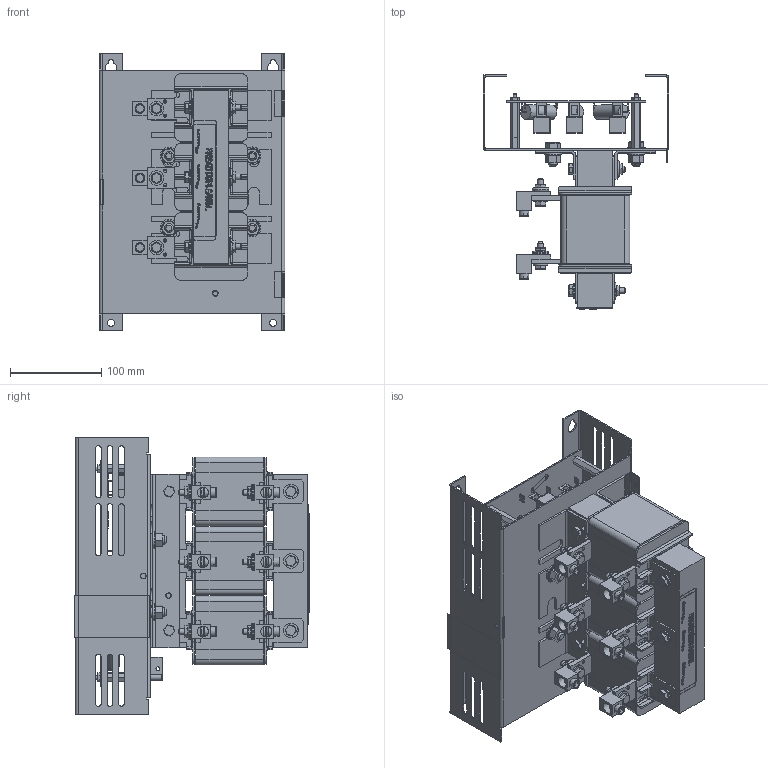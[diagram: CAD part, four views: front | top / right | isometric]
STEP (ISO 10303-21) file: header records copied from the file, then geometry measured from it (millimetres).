
FILE_DESCRIPTION(/* description */ (''),/* implementation_level */ '2;1');
FILE_NAME(/* name */ 'V1K110A00.stp',/* time_stamp */ '2022-02-28T08:49:16-06:00',/* author */ ('jnelson'),/* organization */ (''),/* preprocessor_version */ 'ST-DEVELOPER v17',/* originating_system */ 'Autodesk Inventor 2019',/* authorisation */ '');
FILE_SCHEMA (('AUTOMOTIVE_DESIGN { 1 0 10303 214 3 1 1 }'));
Products named in the file (27): V1K100AMPS; 28489-2-F; 25346; 25011; 25011 BRD; 25011-1 DECAL; 25011 long RESISTOR; 25011 short RESISTOR; capacitor 2.15 MTG; 1496; KDRULF1R; F FRAME CORE; F COIL; 24261; FRAME F I; 14926; 1745; 3932; 1763; 1505; 11626 AND 1509; 1509; 11626; 1782; 4498; 28038-BLANK; 30097- LARGE  BLANK  (REACTOR)
Assembly tree (80 placements, depth 3):
  V1K100AMPS
    25346  x4
    1496  x4
    28489-2-F
    25011
      25011 BRD
      25011-1 DECAL
      25011 long RESISTOR  x3
      25011 short RESISTOR  x3
      capacitor 2.15 MTG  x3
    KDRULF1R
      F FRAME CORE
      F COIL  x3
      24261  x2
      FRAME F I
      14926  x6
      1745  x6
      1763  x9
      1505  x11
      3932  x5
      30097- LARGE  BLANK  (REACTOR)
    11626 AND 1509  x4
      1509
      11626
    1782  x4
    4498
    28038-BLANK
    30097- LARGE  BLANK  (REACTOR)
Bounding box: 203.33 x 258.33 x 304.8 mm (x, y, z)
Volume: 2501764.4 mm3; surface area: 952598 mm2
Topology: 80 solids, 92 shells, 4747 faces, 12193 edges, 7866 vertices
Faces by surface type: plane 2467, cylinder 1582, bspline 346, torus 204, cone 76, sphere 72
Full cylindrical faces by diameter (mm): 0.762 x12, 1.159 x12, 1.524 x24, 3.175 x6, 3.505 x12, 4.064 x2, 4.166 x16, 5.08 x2, 5.588 x8, 6.35 x24, 6.655 x6, 7.036 x6, 7.112 x6, 7.137 x9, 7.798 x4, 7.874 x8, 9.525 x4, 9.652 x15, 10.317 x6, 12.095 x6, 15.875 x12, 18.491 x11, 19.05 x4
Entity records: 61262 total; most frequent: CARTESIAN_POINT 13492, ORIENTED_EDGE 9598, DIRECTION 9454, EDGE_CURVE 4799, AXIS2_PLACEMENT_3D 3194, VERTEX_POINT 3071, LINE 3066, VECTOR 3066
